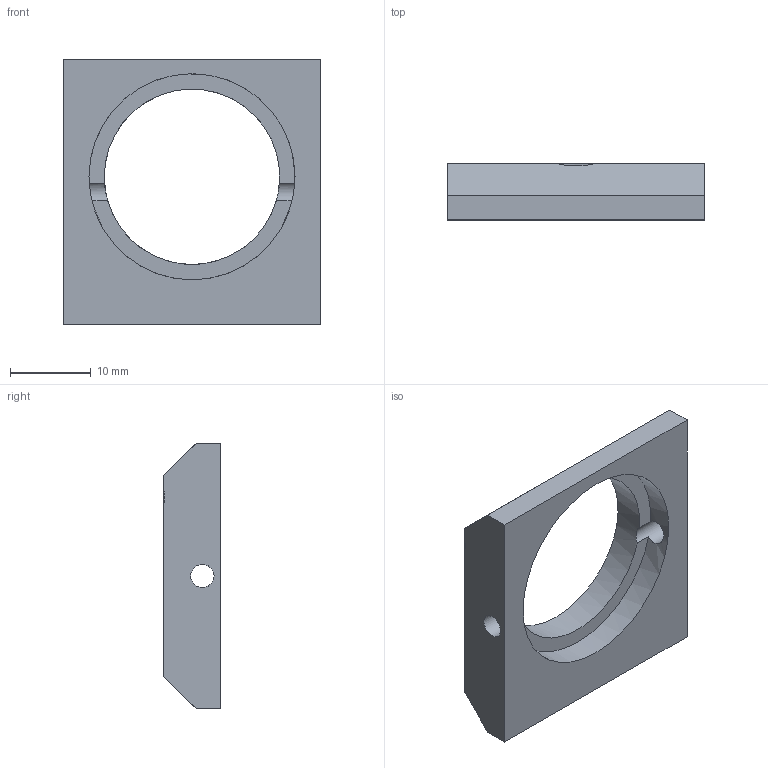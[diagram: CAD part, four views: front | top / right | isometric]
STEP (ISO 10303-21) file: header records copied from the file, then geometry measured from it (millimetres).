
FILE_DESCRIPTION(/* description */ (''),/* implementation_level */ '2;1');
FILE_NAME(/* name */ '20_Cube_Insert_Fibercombiner_FPC_filtermount_Thorlabs25mm_v3.ipt.step',/* time_stamp */ '2022-11-29T07:59:56+01:00',/* author */ ('diederichbenedict'),/* organization */ (''),/* preprocessor_version */ 'ST-DEVELOPER v18.1',/* originating_system */ 'Autodesk Inventor 2022',/* authorisation */ '');
FILE_SCHEMA (('AUTOMOTIVE_DESIGN { 1 0 10303 214 3 1 1 }'));
Length unit declared in the file: millimetre
Products named in the file (1): 20_Cube_Insert_Fibercombiner_FPC_filtermount_Thorlabs25mm_v3
Bounding box: 32 x 7 x 33 mm (x, y, z)
Volume: 3750.5 mm3; surface area: 2655.8 mm2
Topology: 1 solids, 1 shells, 21 faces, 69 edges, 44 vertices
Faces by surface type: plane 10, cylinder 8, cone 3
Full cylindrical faces by diameter (mm): 2.9 x2, 4 x1, 21.788 x1, 25.6 x1
Entity records: 886 total; most frequent: CARTESIAN_POINT 215, ORIENTED_EDGE 136, DIRECTION 128, EDGE_CURVE 68, AXIS2_PLACEMENT_3D 45, VERTEX_POINT 44, LINE 38, VECTOR 38
